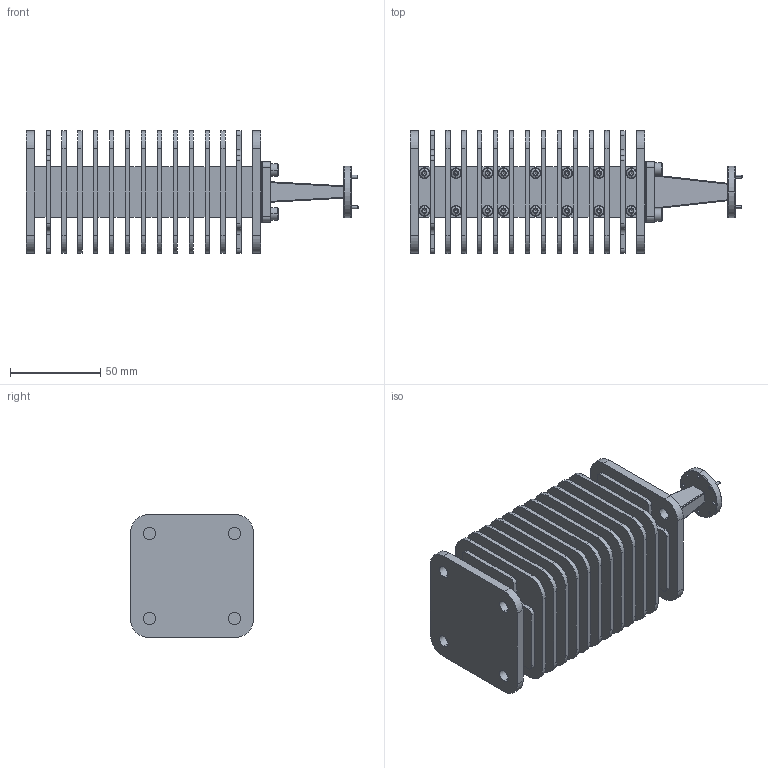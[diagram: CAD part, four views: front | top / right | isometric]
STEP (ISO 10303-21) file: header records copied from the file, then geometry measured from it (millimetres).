
FILE_DESCRIPTION (( 'STEP AP203' ), '1' );
FILE_NAME ('SWL-2254-S8.STEP', '2021-04-26T22:52:16', ( '' ), ( '' ), 'SwSTEP 2.0', 'SolidWorks 2021', '' );
FILE_SCHEMA (( 'CONFIG_CONTROL_DESIGN' ));
Products named in the file (1): SWL-2254-S8
Bounding box: 183.75 x 68 x 68 mm (x, y, z)
Surface area: 146475.4 mm2 (no closed solid volume)
Topology: 0 solids, 55 shells, 1932 faces, 4968 edges, 3046 vertices
Faces by surface type: cylinder 788, plane 626, bspline 218, cone 188, torus 80, sphere 32
Entity records: 67597 total; most frequent: CARTESIAN_POINT 26432, ORIENTED_EDGE 9376, DIRECTION 6644, EDGE_CURVE 4880, VERTEX_POINT 3046, AXIS2_PLACEMENT_3D 2451, B_SPLINE_CURVE_WITH_KNOTS 2351, EDGE_LOOP 2082
